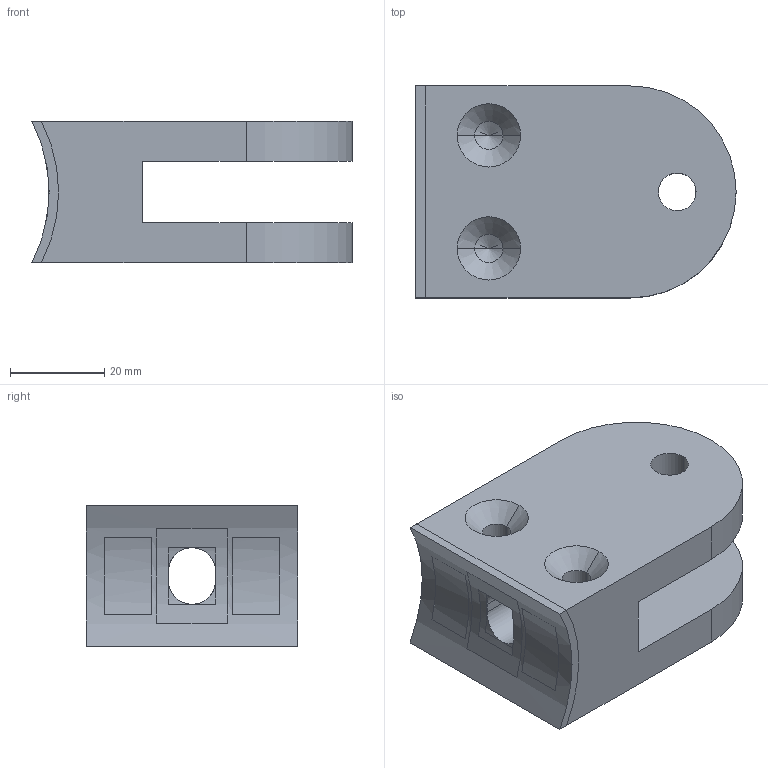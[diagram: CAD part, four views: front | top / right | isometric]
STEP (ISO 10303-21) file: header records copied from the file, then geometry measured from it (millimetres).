
FILE_DESCRIPTION((''),'2;1');
FILE_NAME('GLASKLEMME_HALBRUND_MODELL_25','2019-04-16T12:57:48',('wgogel'),('Gerresheimer Regensburg GmbH'),'CREO PARAMETRIC BY PTC INC, 2018190','CREO PARAMETRIC BY PTC INC, 2018190','');
FILE_SCHEMA(('CONFIG_CONTROL_DESIGN','SHAPE_APPEARANCE_LAYERS_GROUPS'));
Length unit declared in the file: millimetre
Products named in the file (1): GLASKLEMME_HALBRUND_MODELL_25
Bounding box: 68 x 45 x 30 mm (x, y, z)
Volume: 53791.5 mm3; surface area: 18462.7 mm2
Topology: 1 solids, 3 shells, 55 faces, 159 edges, 116 vertices
Faces by surface type: plane 25, cylinder 18, cone 12
Entity records: 1986 total; most frequent: CARTESIAN_POINT 415, DIRECTION 307, ORIENTED_EDGE 280, EDGE_CURVE 148, AXIS2_PLACEMENT_3D 112, VERTEX_POINT 102, VECTOR 83, LINE 83
